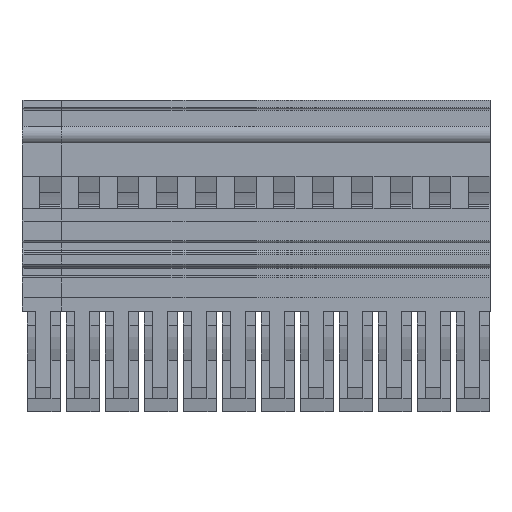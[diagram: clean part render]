
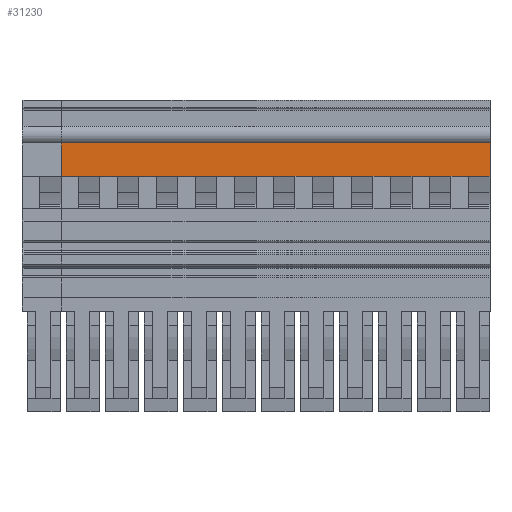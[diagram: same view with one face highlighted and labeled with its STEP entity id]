
A CAD part, front view. The second image highlights one B-rep face of the part: STEP entity #31230.
In plain terms, the highlighted planar face has unit normal (0, -1, 0).
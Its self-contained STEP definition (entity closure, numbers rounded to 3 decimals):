
#31022=AXIS2_PLACEMENT_3D('Plane Axis2P3D',#31019,#31020,#31021) ;
#2522=CARTESIAN_POINT('Vertex',(61.2,0.6,35.155)) ;
#2525=CARTESIAN_POINT('Line Origine',(61.2,0.6,32.963)) ;
#2529=CARTESIAN_POINT('Vertex',(61.2,0.6,30.772)) ;
#31019=CARTESIAN_POINT('Axis2P3D Location',(-20.5,0.6,14.7)) ;
#31133=CARTESIAN_POINT('Vertex',(5.1,0.6,30.772)) ;
#31136=CARTESIAN_POINT('Line Origine',(33.15,0.6,30.772)) ;
#31212=CARTESIAN_POINT('Line Origine',(5.1,0.6,32.963)) ;
#31216=CARTESIAN_POINT('Vertex',(5.1,0.6,35.155)) ;
#31219=CARTESIAN_POINT('Line Origine',(33.15,0.6,35.155)) ;
#2526=DIRECTION('Vector Direction',(0.,0.,1.)) ;
#31020=DIRECTION('Axis2P3D Direction',(0.,1.,0.)) ;
#31021=DIRECTION('Axis2P3D XDirection',(0.,0.,1.)) ;
#31137=DIRECTION('Vector Direction',(-1.,0.,0.)) ;
#31213=DIRECTION('Vector Direction',(0.,0.,1.)) ;
#31220=DIRECTION('Vector Direction',(1.,0.,0.)) ;
#2527=VECTOR('Line Direction',#2526,1.) ;
#31138=VECTOR('Line Direction',#31137,1.) ;
#31214=VECTOR('Line Direction',#31213,1.) ;
#31221=VECTOR('Line Direction',#31220,1.) ;
#31225=ORIENTED_EDGE('',*,*,#31218,.F.) ;
#31226=ORIENTED_EDGE('',*,*,#31140,.F.) ;
#31227=ORIENTED_EDGE('',*,*,#2531,.F.) ;
#31228=ORIENTED_EDGE('',*,*,#31223,.F.) ;
#31230=ADVANCED_FACE('V1',(#31229),#31023,.F.) ;
#2531=EDGE_CURVE('',#2523,#2530,#2528,.F.) ;
#31140=EDGE_CURVE('',#2530,#31134,#31139,.T.) ;
#31218=EDGE_CURVE('',#31134,#31217,#31215,.T.) ;
#31223=EDGE_CURVE('',#31217,#2523,#31222,.T.) ;
#31224=EDGE_LOOP('',(#31225,#31226,#31227,#31228)) ;
#31229=FACE_OUTER_BOUND('',#31224,.T.) ;
#2528=LINE('Line',#2525,#2527) ;
#31139=LINE('Line',#31136,#31138) ;
#31215=LINE('Line',#31212,#31214) ;
#31222=LINE('Line',#31219,#31221) ;
#31023=PLANE('',#31022) ;
#2523=VERTEX_POINT('',#2522) ;
#2530=VERTEX_POINT('',#2529) ;
#31134=VERTEX_POINT('',#31133) ;
#31217=VERTEX_POINT('',#31216) ;
